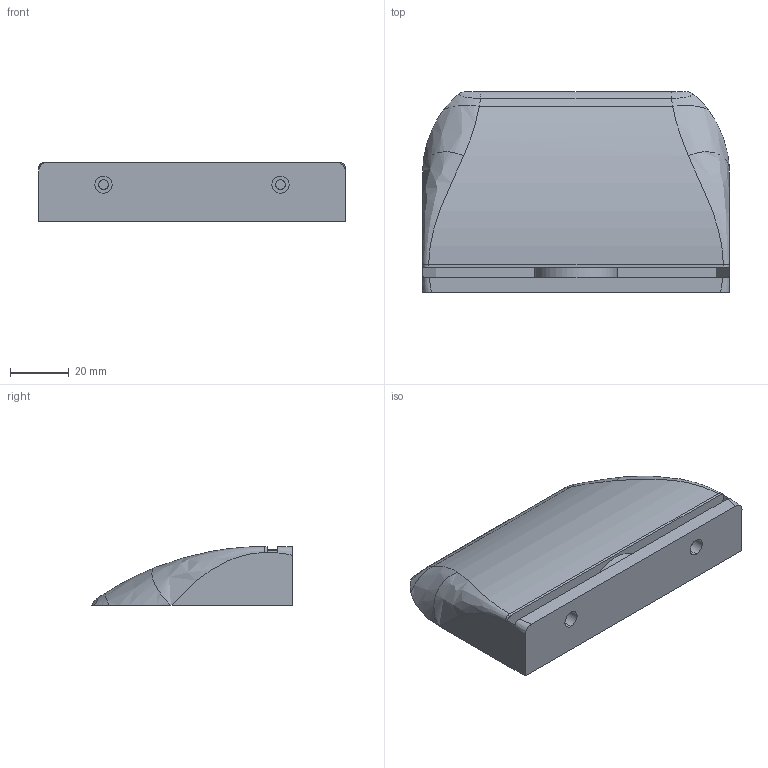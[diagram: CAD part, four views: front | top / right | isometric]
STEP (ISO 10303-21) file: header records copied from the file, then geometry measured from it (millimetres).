
FILE_DESCRIPTION(/* description */ (''),/* implementation_level */ '2;1');
FILE_NAME(/* name */ 'GAERCJ~Q',/* time_stamp */ '2014-10-30T17:38:35+01:00',/* author */ (''),/* organization */ (''),/* preprocessor_version */ 'ST-DEVELOPER v15',/* originating_system */ '',/* authorisation */ '');
FILE_SCHEMA (('CONFIG_CONTROL_DESIGN'));
Length unit declared in the file: millimetre
Products named in the file (1): Document
Bounding box: 104 x 68 x 20 mm (x, y, z)
Volume: 96231.5 mm3; surface area: 21033.3 mm2
Topology: 1 solids, 1 shells, 64 faces, 163 edges, 106 vertices
Faces by surface type: plane 34, bspline 30
Entity records: 2741 total; most frequent: CARTESIAN_POINT 1584, ORIENTED_EDGE 326, EDGE_CURVE 163, B_SPLINE_CURVE_WITH_KNOTS 135, VERTEX_POINT 106, EDGE_LOOP 77, ADVANCED_FACE 64, FACE_OUTER_BOUND 64
